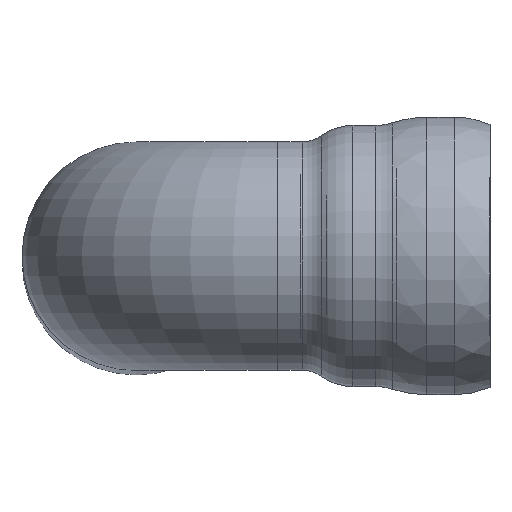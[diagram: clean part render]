
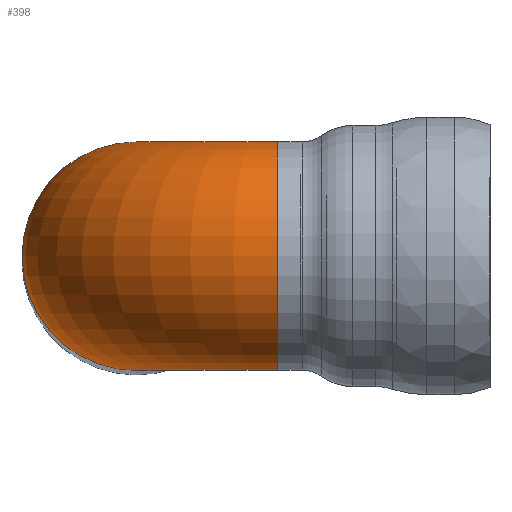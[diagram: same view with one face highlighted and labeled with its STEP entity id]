
A CAD part, top view. The second image highlights one B-rep face of the part: STEP entity #398.
In plain terms, the highlighted toroidal (fillet/blend) face has major radius 260 mm and minor radius 210 mm.
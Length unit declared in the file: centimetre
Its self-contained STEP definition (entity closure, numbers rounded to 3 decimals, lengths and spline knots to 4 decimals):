
#23=TOROIDAL_SURFACE('',#437,26.,21.);
#51=FACE_OUTER_BOUND('',#78,.T.);
#78=EDGE_LOOP('',(#294,#295,#296,#297,#298));
#127=CIRCLE('',#432,21.);
#128=CIRCLE('',#433,21.);
#131=CIRCLE('',#438,21.);
#132=CIRCLE('',#439,5.);
#177=VERTEX_POINT('',#670);
#178=VERTEX_POINT('',#671);
#180=VERTEX_POINT('',#680);
#218=EDGE_CURVE('',#177,#178,#127,.T.);
#219=EDGE_CURVE('',#178,#177,#128,.T.);
#223=EDGE_CURVE('',#180,#180,#131,.T.);
#224=EDGE_CURVE('',#180,#177,#132,.T.);
#294=ORIENTED_EDGE('',*,*,#223,.F.);
#295=ORIENTED_EDGE('',*,*,#224,.T.);
#296=ORIENTED_EDGE('',*,*,#218,.T.);
#297=ORIENTED_EDGE('',*,*,#219,.T.);
#298=ORIENTED_EDGE('',*,*,#224,.F.);
#398=ADVANCED_FACE('',(#51),#23,.T.);
#432=AXIS2_PLACEMENT_3D('',#672,#520,#521);
#433=AXIS2_PLACEMENT_3D('',#673,#522,#523);
#437=AXIS2_PLACEMENT_3D('',#679,#531,#532);
#438=AXIS2_PLACEMENT_3D('',#681,#533,#534);
#439=AXIS2_PLACEMENT_3D('',#682,#535,#536);
#520=DIRECTION('center_axis',(0.,0.,
1.));
#521=DIRECTION('ref_axis',(1.,0.,0.));
#522=DIRECTION('center_axis',(0.,0.,
1.));
#523=DIRECTION('ref_axis',(1.,0.,0.));
#531=DIRECTION('center_axis',(0.,1.,0.));
#532=DIRECTION('ref_axis',(-1.,0.,0.));
#533=DIRECTION('center_axis',(1.,0.,0.));
#534=DIRECTION('ref_axis',(0.,0.,
-1.));
#535=DIRECTION('center_axis',(0.,-1.,0.));
#536=DIRECTION('ref_axis',(-1.,0.,0.));
#670=CARTESIAN_POINT('',(21.,0.,474.));
#671=CARTESIAN_POINT('',(-21.,0.,474.));
#672=CARTESIAN_POINT('Origin',(0.,0.,474.));
#673=CARTESIAN_POINT('Origin',(0.,0.,474.));
#679=CARTESIAN_POINT('Origin',(26.,0.,474.));
#680=CARTESIAN_POINT('',(26.,0.,479.));
#681=CARTESIAN_POINT('Origin',(26.,0.,500.));
#682=CARTESIAN_POINT('Origin',(26.,0.,474.));
